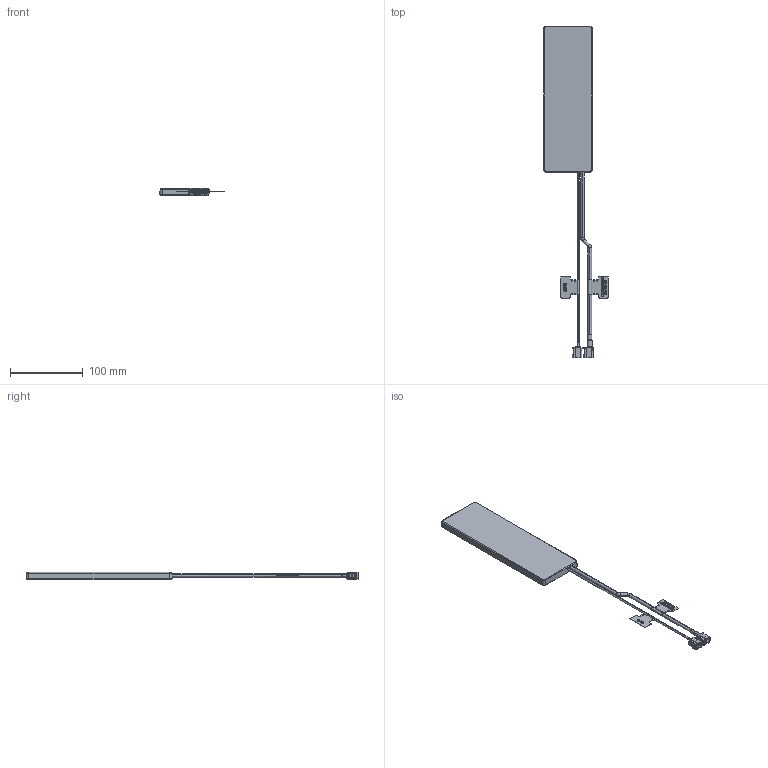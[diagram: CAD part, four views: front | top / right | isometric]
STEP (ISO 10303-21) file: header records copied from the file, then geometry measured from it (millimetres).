
FILE_DESCRIPTION (( 'STEP AP214' ), '1' );
FILE_NAME ('MA208.A.AB.007_Web.STEP', '2020-01-03T02:09:12', ( '' ), ( '' ), 'SwSTEP 2.0', 'SolidWorks 2017', '' );
FILE_SCHEMA (( 'AUTOMOTIVE_DESIGN' ));
Length unit declared in the file: millimetre
Products named in the file (1): MA208.A.AB.007_Web
Bounding box: 88.28 x 455.7 x 10.56 mm (x, y, z)
Surface area: 56519.9 mm2 (no closed solid volume)
Topology: 0 solids, 38 shells, 253 faces, 1527 edges, 1287 vertices
Faces by surface type: plane 142, cylinder 74, cone 23, bspline 14
Entity records: 20433 total; most frequent: CARTESIAN_POINT 6727, DIRECTION 1996, ORIENTED_EDGE 1994, EDGE_CURVE 1527, VERTEX_POINT 1287, LINE 916, VECTOR 916, AXIS2_PLACEMENT_3D 540
